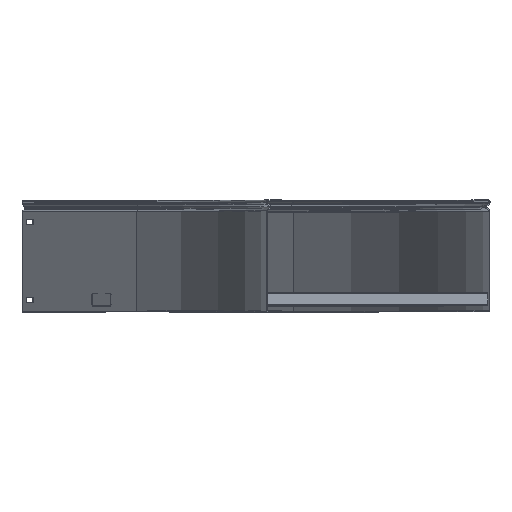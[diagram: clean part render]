
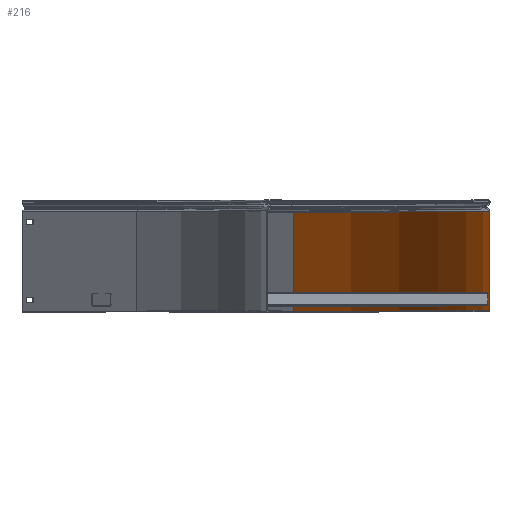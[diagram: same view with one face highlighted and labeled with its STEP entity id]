
A CAD part, top view. The second image highlights one B-rep face of the part: STEP entity #216.
In plain terms, the highlighted cylindrical face has radius 901 mm (diameter 1802 mm), a partial arc.
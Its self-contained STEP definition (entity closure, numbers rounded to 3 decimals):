
#69 = CARTESIAN_POINT ( 'NONE',  ( 0., 1.2, 0. ) ) ;
#216 = ADVANCED_FACE ( 'NONE', ( #1593 ), #3618, .F. ) ;
#476 = EDGE_CURVE ( 'NONE', #1863, #818, #5076, .T. ) ;
#679 = DIRECTION ( 'NONE',  ( 0., -1., 0. ) ) ;
#723 = DIRECTION ( 'NONE',  ( 0., 1., 0. ) ) ;
#818 = VERTEX_POINT ( 'NONE', #6876 ) ;
#855 = CIRCLE ( 'NONE', #6948, 901. ) ;
#920 = DIRECTION ( 'NONE',  ( 0., 1., 0. ) ) ;
#941 = ORIENTED_EDGE ( 'NONE', *, *, #5441, .T. ) ;
#1342 = DIRECTION ( 'NONE',  ( 0., 0., 1. ) ) ;
#1376 = CARTESIAN_POINT ( 'NONE',  ( 637.103, 1.2, -637.103 ) ) ;
#1512 = AXIS2_PLACEMENT_3D ( 'NONE', #2051, #723, #1342 ) ;
#1593 = FACE_OUTER_BOUND ( 'NONE', #4615, .T. ) ;
#1863 = VERTEX_POINT ( 'NONE', #3859 ) ;
#2050 = VECTOR ( 'NONE', #7869, 1000. ) ;
#2051 = CARTESIAN_POINT ( 'NONE',  ( 0., 0., 0. ) ) ;
#2075 = EDGE_CURVE ( 'NONE', #3397, #1863, #3102, .T. ) ;
#2134 = CARTESIAN_POINT ( 'NONE',  ( 0., 134.499, 0. ) ) ;
#2589 = CARTESIAN_POINT ( 'NONE',  ( 901., 1.2, 0. ) ) ;
#2610 = ORIENTED_EDGE ( 'NONE', *, *, #476, .T. ) ;
#2908 = CARTESIAN_POINT ( 'NONE',  ( 901., 0., 0. ) ) ;
#3102 = LINE ( 'NONE', #2908, #2050 ) ;
#3397 = VERTEX_POINT ( 'NONE', #2589 ) ;
#3426 = DIRECTION ( 'NONE',  ( 0., 0., 1. ) ) ;
#3465 = CARTESIAN_POINT ( 'NONE',  ( 637.103, 2.2, -637.103 ) ) ;
#3618 = CYLINDRICAL_SURFACE ( 'NONE', #1512, 901. ) ;
#3859 = CARTESIAN_POINT ( 'NONE',  ( 901., 134.499, 0. ) ) ;
#4420 = LINE ( 'NONE', #3465, #5695 ) ;
#4615 = EDGE_LOOP ( 'NONE', ( #2610, #7543, #941, #5819 ) ) ;
#4640 = DIRECTION ( 'NONE',  ( 0., 1., 0. ) ) ;
#4996 = DIRECTION ( 'NONE',  ( 0., 0., 1. ) ) ;
#5076 = CIRCLE ( 'NONE', #7025, 901. ) ;
#5441 = EDGE_CURVE ( 'NONE', #6694, #3397, #855, .T. ) ;
#5695 = VECTOR ( 'NONE', #920, 1000. ) ;
#5819 = ORIENTED_EDGE ( 'NONE', *, *, #2075, .T. ) ;
#6346 = EDGE_CURVE ( 'NONE', #6694, #818, #4420, .T. ) ;
#6694 = VERTEX_POINT ( 'NONE', #1376 ) ;
#6876 = CARTESIAN_POINT ( 'NONE',  ( 637.103, 134.499, -637.103 ) ) ;
#6948 = AXIS2_PLACEMENT_3D ( 'NONE', #69, #679, #4996 ) ;
#7025 = AXIS2_PLACEMENT_3D ( 'NONE', #2134, #4640, #3426 ) ;
#7543 = ORIENTED_EDGE ( 'NONE', *, *, #6346, .F. ) ;
#7869 = DIRECTION ( 'NONE',  ( 0., 1., 0. ) ) ;
